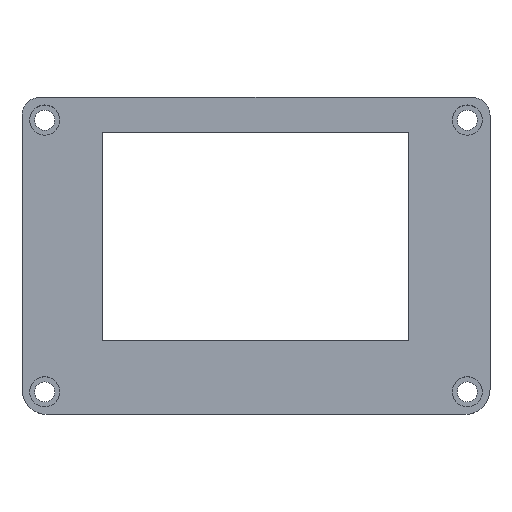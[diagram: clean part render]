
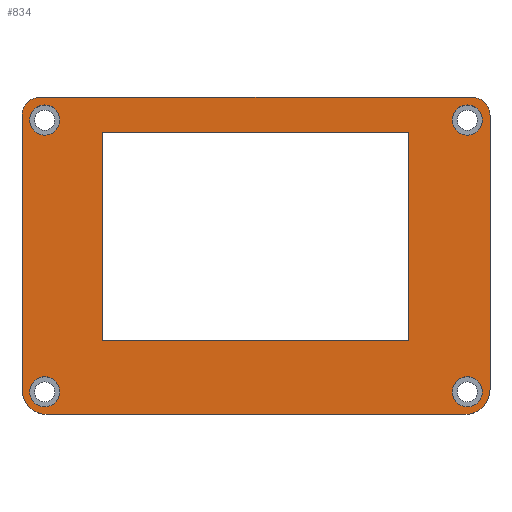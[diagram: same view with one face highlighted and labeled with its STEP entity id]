
A CAD part, top view. The second image highlights one B-rep face of the part: STEP entity #834.
In plain terms, the highlighted planar face has unit normal (0, 0, 1).
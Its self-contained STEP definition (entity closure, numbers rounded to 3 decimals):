
#19=FACE_BOUND('',#111,.T.);
#20=FACE_BOUND('',#112,.T.);
#21=FACE_BOUND('',#113,.T.);
#22=FACE_BOUND('',#114,.T.);
#23=FACE_BOUND('',#115,.T.);
#33=PLANE('',#897);
#64=FACE_OUTER_BOUND('',#110,.T.);
#110=EDGE_LOOP('',(#581,#582,#583,#584,#585,#586,#587,#588));
#111=EDGE_LOOP('',(#589,#590,#591,#592));
#112=EDGE_LOOP('',(#593));
#113=EDGE_LOOP('',(#594));
#114=EDGE_LOOP('',(#595));
#115=EDGE_LOOP('',(#596));
#171=LINE('',#1236,#259);
#172=LINE('',#1240,#260);
#173=LINE('',#1244,#261);
#174=LINE('',#1247,#262);
#175=LINE('',#1250,#263);
#176=LINE('',#1252,#264);
#177=LINE('',#1254,#265);
#178=LINE('',#1255,#266);
#259=VECTOR('',#987,10.);
#260=VECTOR('',#990,10.);
#261=VECTOR('',#993,10.);
#262=VECTOR('',#996,10.);
#263=VECTOR('',#997,10.);
#264=VECTOR('',#998,10.);
#265=VECTOR('',#999,10.);
#266=VECTOR('',#1000,10.);
#346=CIRCLE('',#896,5.);
#347=CIRCLE('',#898,5.);
#348=CIRCLE('',#899,3.5);
#349=CIRCLE('',#900,3.5);
#350=CIRCLE('',#901,3.);
#351=CIRCLE('',#902,3.);
#352=CIRCLE('',#903,3.);
#353=CIRCLE('',#904,3.);
#379=VERTEX_POINT('',#1229);
#380=VERTEX_POINT('',#1231);
#381=VERTEX_POINT('',#1235);
#382=VERTEX_POINT('',#1237);
#383=VERTEX_POINT('',#1239);
#384=VERTEX_POINT('',#1241);
#385=VERTEX_POINT('',#1243);
#386=VERTEX_POINT('',#1245);
#387=VERTEX_POINT('',#1248);
#388=VERTEX_POINT('',#1249);
#389=VERTEX_POINT('',#1251);
#390=VERTEX_POINT('',#1253);
#391=VERTEX_POINT('',#1256);
#392=VERTEX_POINT('',#1258);
#393=VERTEX_POINT('',#1260);
#394=VERTEX_POINT('',#1262);
#459=EDGE_CURVE('',#379,#380,#346,.T.);
#461=EDGE_CURVE('',#379,#381,#171,.T.);
#462=EDGE_CURVE('',#382,#381,#347,.T.);
#463=EDGE_CURVE('',#382,#383,#172,.T.);
#464=EDGE_CURVE('',#383,#384,#348,.T.);
#465=EDGE_CURVE('',#384,#385,#173,.T.);
#466=EDGE_CURVE('',#385,#386,#349,.T.);
#467=EDGE_CURVE('',#386,#380,#174,.T.);
#468=EDGE_CURVE('',#387,#388,#175,.T.);
#469=EDGE_CURVE('',#388,#389,#176,.T.);
#470=EDGE_CURVE('',#389,#390,#177,.T.);
#471=EDGE_CURVE('',#390,#387,#178,.T.);
#472=EDGE_CURVE('',#391,#391,#350,.T.);
#473=EDGE_CURVE('',#392,#392,#351,.T.);
#474=EDGE_CURVE('',#393,#393,#352,.T.);
#475=EDGE_CURVE('',#394,#394,#353,.T.);
#581=ORIENTED_EDGE('',*,*,#459,.F.);
#582=ORIENTED_EDGE('',*,*,#461,.T.);
#583=ORIENTED_EDGE('',*,*,#462,.F.);
#584=ORIENTED_EDGE('',*,*,#463,.T.);
#585=ORIENTED_EDGE('',*,*,#464,.T.);
#586=ORIENTED_EDGE('',*,*,#465,.T.);
#587=ORIENTED_EDGE('',*,*,#466,.T.);
#588=ORIENTED_EDGE('',*,*,#467,.T.);
#589=ORIENTED_EDGE('',*,*,#468,.T.);
#590=ORIENTED_EDGE('',*,*,#469,.T.);
#591=ORIENTED_EDGE('',*,*,#470,.T.);
#592=ORIENTED_EDGE('',*,*,#471,.T.);
#593=ORIENTED_EDGE('',*,*,#472,.T.);
#594=ORIENTED_EDGE('',*,*,#473,.T.);
#595=ORIENTED_EDGE('',*,*,#474,.T.);
#596=ORIENTED_EDGE('',*,*,#475,.T.);
#834=ADVANCED_FACE('',(#64,#19,#20,#21,#22,#23),#33,.T.);
#896=AXIS2_PLACEMENT_3D('',#1232,#982,#983);
#897=AXIS2_PLACEMENT_3D('',#1234,#985,#986);
#898=AXIS2_PLACEMENT_3D('',#1238,#988,#989);
#899=AXIS2_PLACEMENT_3D('',#1242,#991,#992);
#900=AXIS2_PLACEMENT_3D('',#1246,#994,#995);
#901=AXIS2_PLACEMENT_3D('',#1257,#1001,#1002);
#902=AXIS2_PLACEMENT_3D('',#1259,#1003,#1004);
#903=AXIS2_PLACEMENT_3D('',#1261,#1005,#1006);
#904=AXIS2_PLACEMENT_3D('',#1263,#1007,#1008);
#982=DIRECTION('center_axis',(0.,0.,-1.));
#983=DIRECTION('ref_axis',(-1.,0.,0.));
#985=DIRECTION('center_axis',(0.,0.,1.));
#986=DIRECTION('ref_axis',(-1.,0.,0.));
#987=DIRECTION('',(1.,0.,0.));
#988=DIRECTION('center_axis',(0.,0.,-1.));
#989=DIRECTION('ref_axis',(0.707,-0.707,0.));
#990=DIRECTION('',(0.,1.,0.));
#991=DIRECTION('center_axis',(0.,0.,1.));
#992=DIRECTION('ref_axis',(1.,0.,0.));
#993=DIRECTION('',(-1.,0.,0.));
#994=DIRECTION('center_axis',(0.,0.,1.));
#995=DIRECTION('ref_axis',(0.,1.,0.));
#996=DIRECTION('',(0.,-1.,0.));
#997=DIRECTION('',(0.,1.,0.));
#998=DIRECTION('',(1.,0.,0.));
#999=DIRECTION('',(0.,-1.,0.));
#1000=DIRECTION('',(-1.,0.,0.));
#1001=DIRECTION('center_axis',(0.,0.,-1.));
#1002=DIRECTION('ref_axis',(-1.,0.,0.));
#1003=DIRECTION('center_axis',(0.,0.,-1.));
#1004=DIRECTION('ref_axis',(-1.,0.,0.));
#1005=DIRECTION('center_axis',(0.,0.,-1.));
#1006=DIRECTION('ref_axis',(-1.,0.,0.));
#1007=DIRECTION('center_axis',(0.,0.,-1.));
#1008=DIRECTION('ref_axis',(-1.,0.,0.));
#1229=CARTESIAN_POINT('',(-41.5,-31.5,17.));
#1231=CARTESIAN_POINT('',(-46.5,-26.5,17.));
#1232=CARTESIAN_POINT('Origin',(-41.5,-26.5,17.));
#1234=CARTESIAN_POINT('Origin',(0.,-3.,17.));
#1235=CARTESIAN_POINT('',(41.5,-31.5,17.));
#1236=CARTESIAN_POINT('',(21.,-31.5,17.));
#1237=CARTESIAN_POINT('',(46.5,-26.5,17.));
#1238=CARTESIAN_POINT('Origin',(41.5,-26.5,17.));
#1239=CARTESIAN_POINT('',(46.5,28.,17.));
#1240=CARTESIAN_POINT('',(46.5,-33.,17.));
#1241=CARTESIAN_POINT('',(43.,31.5,17.));
#1242=CARTESIAN_POINT('Origin',(43.,28.,17.));
#1243=CARTESIAN_POINT('',(-43.,31.5,17.));
#1244=CARTESIAN_POINT('',(43.,31.5,17.));
#1245=CARTESIAN_POINT('',(-46.5,28.,17.));
#1246=CARTESIAN_POINT('Origin',(-43.,28.,17.));
#1247=CARTESIAN_POINT('',(-46.5,28.,17.));
#1248=CARTESIAN_POINT('',(-30.529,-16.867,17.));
#1249=CARTESIAN_POINT('',(-30.529,24.5,17.));
#1250=CARTESIAN_POINT('',(-30.529,-9.934,17.));
#1251=CARTESIAN_POINT('',(30.395,24.5,17.));
#1252=CARTESIAN_POINT('',(-15.265,24.5,17.));
#1253=CARTESIAN_POINT('',(30.395,-16.867,17.));
#1254=CARTESIAN_POINT('',(30.395,10.75,17.));
#1255=CARTESIAN_POINT('',(15.197,-16.867,17.));
#1256=CARTESIAN_POINT('',(45.,-27.,17.));
#1257=CARTESIAN_POINT('Origin',(42.,-27.,17.));
#1258=CARTESIAN_POINT('',(45.,27.,17.));
#1259=CARTESIAN_POINT('Origin',(42.,27.,17.));
#1260=CARTESIAN_POINT('',(-39.,-27.,17.));
#1261=CARTESIAN_POINT('Origin',(-42.,-27.,17.));
#1262=CARTESIAN_POINT('',(-39.,27.,17.));
#1263=CARTESIAN_POINT('Origin',(-42.,27.,17.));
